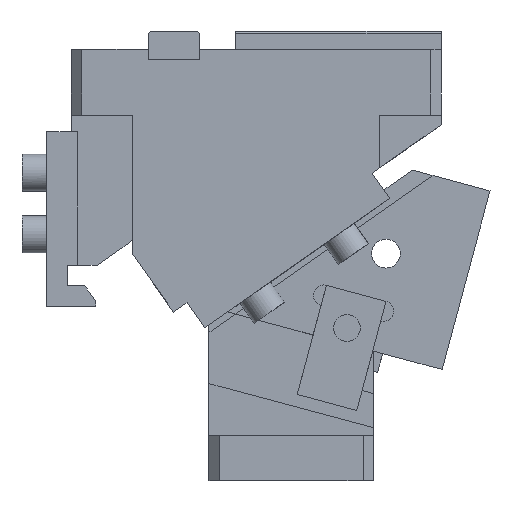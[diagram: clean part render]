
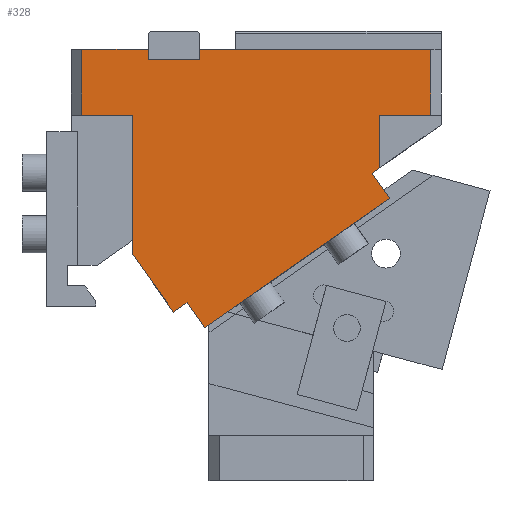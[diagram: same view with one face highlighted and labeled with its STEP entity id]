
A CAD part, front view. The second image highlights one B-rep face of the part: STEP entity #328.
In plain terms, the highlighted planar face has unit normal (0, -1, 0).
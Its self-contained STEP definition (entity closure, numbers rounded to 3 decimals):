
#70=CARTESIAN_POINT('Vertex',(56.309,-57.5,-123.225)) ;
#73=CARTESIAN_POINT('Line Origine',(53.033,-57.5,-125.52)) ;
#77=CARTESIAN_POINT('Vertex',(49.756,-57.5,-127.814)) ;
#185=CARTESIAN_POINT('Vertex',(64.913,-57.5,-135.513)) ;
#188=CARTESIAN_POINT('Line Origine',(60.611,-57.5,-129.369)) ;
#201=CARTESIAN_POINT('Axis2P3D Location',(0.,-57.5,0.)) ;
#206=CARTESIAN_POINT('Line Origine',(109.966,-57.5,-103.966)) ;
#210=CARTESIAN_POINT('Vertex',(155.02,-57.5,-72.419)) ;
#213=CARTESIAN_POINT('Line Origine',(150.718,-57.5,-66.276)) ;
#217=CARTESIAN_POINT('Vertex',(146.416,-57.5,-60.132)) ;
#220=CARTESIAN_POINT('Line Origine',(148.208,-57.5,-58.877)) ;
#224=CARTESIAN_POINT('Vertex',(150.,-57.5,-57.623)) ;
#227=CARTESIAN_POINT('Line Origine',(150.,-57.5,-44.811)) ;
#231=CARTESIAN_POINT('Vertex',(150.,-57.5,-32.)) ;
#234=CARTESIAN_POINT('Line Origine',(162.5,-57.5,-32.)) ;
#238=CARTESIAN_POINT('Vertex',(175.,-57.5,-32.)) ;
#241=CARTESIAN_POINT('Line Origine',(175.,-57.5,-16.)) ;
#245=CARTESIAN_POINT('Vertex',(175.,-57.5,0.)) ;
#248=CARTESIAN_POINT('Line Origine',(118.75,-57.5,0.)) ;
#252=CARTESIAN_POINT('Vertex',(62.5,-57.5,0.)) ;
#255=CARTESIAN_POINT('Line Origine',(62.5,-57.5,-2.5)) ;
#259=CARTESIAN_POINT('Vertex',(62.5,-57.5,-5.)) ;
#262=CARTESIAN_POINT('Line Origine',(50.,-57.5,-5.)) ;
#266=CARTESIAN_POINT('Vertex',(37.5,-57.5,-5.)) ;
#269=CARTESIAN_POINT('Line Origine',(37.5,-57.5,-2.5)) ;
#273=CARTESIAN_POINT('Vertex',(37.5,-57.5,0.)) ;
#276=CARTESIAN_POINT('Line Origine',(21.25,-57.5,0.)) ;
#280=CARTESIAN_POINT('Vertex',(5.,-57.5,0.)) ;
#283=CARTESIAN_POINT('Line Origine',(5.,-57.5,-16.)) ;
#287=CARTESIAN_POINT('Vertex',(5.,-57.5,-32.)) ;
#290=CARTESIAN_POINT('Line Origine',(17.5,-57.5,-32.)) ;
#294=CARTESIAN_POINT('Vertex',(30.,-57.5,-32.)) ;
#297=CARTESIAN_POINT('Line Origine',(30.,-57.5,-65.8)) ;
#301=CARTESIAN_POINT('Vertex',(30.,-57.5,-99.599)) ;
#304=CARTESIAN_POINT('Line Origine',(39.878,-57.5,-113.707)) ;
#74=DIRECTION('Vector Direction',(-0.819,0.,-0.574)) ;
#189=DIRECTION('Vector Direction',(-0.574,0.,0.819)) ;
#202=DIRECTION('Axis2P3D Direction',(0.,1.,0.)) ;
#203=DIRECTION('Axis2P3D XDirection',(0.,0.,1.)) ;
#207=DIRECTION('Vector Direction',(-0.819,0.,-0.574)) ;
#214=DIRECTION('Vector Direction',(-0.574,0.,0.819)) ;
#221=DIRECTION('Vector Direction',(-0.819,0.,-0.574)) ;
#228=DIRECTION('Vector Direction',(0.,0.,1.)) ;
#235=DIRECTION('Vector Direction',(-1.,0.,0.)) ;
#242=DIRECTION('Vector Direction',(0.,0.,1.)) ;
#249=DIRECTION('Vector Direction',(1.,0.,0.)) ;
#256=DIRECTION('Vector Direction',(0.,0.,-1.)) ;
#263=DIRECTION('Vector Direction',(1.,0.,0.)) ;
#270=DIRECTION('Vector Direction',(0.,0.,1.)) ;
#277=DIRECTION('Vector Direction',(1.,0.,0.)) ;
#284=DIRECTION('Vector Direction',(0.,0.,-1.)) ;
#291=DIRECTION('Vector Direction',(-1.,0.,0.)) ;
#298=DIRECTION('Vector Direction',(0.,0.,-1.)) ;
#305=DIRECTION('Vector Direction',(-0.574,0.,0.819)) ;
#204=AXIS2_PLACEMENT_3D('Plane Axis2P3D',#201,#202,#203) ;
#310=ORIENTED_EDGE('',*,*,#192,.F.) ;
#311=ORIENTED_EDGE('',*,*,#212,.F.) ;
#312=ORIENTED_EDGE('',*,*,#219,.T.) ;
#313=ORIENTED_EDGE('',*,*,#226,.F.) ;
#314=ORIENTED_EDGE('',*,*,#233,.T.) ;
#315=ORIENTED_EDGE('',*,*,#240,.F.) ;
#316=ORIENTED_EDGE('',*,*,#247,.T.) ;
#317=ORIENTED_EDGE('',*,*,#254,.F.) ;
#318=ORIENTED_EDGE('',*,*,#261,.T.) ;
#319=ORIENTED_EDGE('',*,*,#268,.F.) ;
#320=ORIENTED_EDGE('',*,*,#275,.T.) ;
#321=ORIENTED_EDGE('',*,*,#282,.F.) ;
#322=ORIENTED_EDGE('',*,*,#289,.T.) ;
#323=ORIENTED_EDGE('',*,*,#296,.F.) ;
#324=ORIENTED_EDGE('',*,*,#303,.T.) ;
#325=ORIENTED_EDGE('',*,*,#308,.F.) ;
#326=ORIENTED_EDGE('',*,*,#79,.F.) ;
#75=VECTOR('Line Direction',#74,1.) ;
#190=VECTOR('Line Direction',#189,1.) ;
#208=VECTOR('Line Direction',#207,1.) ;
#215=VECTOR('Line Direction',#214,1.) ;
#222=VECTOR('Line Direction',#221,1.) ;
#229=VECTOR('Line Direction',#228,1.) ;
#236=VECTOR('Line Direction',#235,1.) ;
#243=VECTOR('Line Direction',#242,1.) ;
#250=VECTOR('Line Direction',#249,1.) ;
#257=VECTOR('Line Direction',#256,1.) ;
#264=VECTOR('Line Direction',#263,1.) ;
#271=VECTOR('Line Direction',#270,1.) ;
#278=VECTOR('Line Direction',#277,1.) ;
#285=VECTOR('Line Direction',#284,1.) ;
#292=VECTOR('Line Direction',#291,1.) ;
#299=VECTOR('Line Direction',#298,1.) ;
#306=VECTOR('Line Direction',#305,1.) ;
#328=ADVANCED_FACE('CAM HOLDER',(#327),#205,.F.) ;
#79=EDGE_CURVE('',#71,#78,#76,.T.) ;
#192=EDGE_CURVE('',#186,#71,#191,.T.) ;
#212=EDGE_CURVE('',#211,#186,#209,.T.) ;
#219=EDGE_CURVE('',#211,#218,#216,.T.) ;
#226=EDGE_CURVE('',#225,#218,#223,.T.) ;
#233=EDGE_CURVE('',#225,#232,#230,.T.) ;
#240=EDGE_CURVE('',#239,#232,#237,.T.) ;
#247=EDGE_CURVE('',#239,#246,#244,.T.) ;
#254=EDGE_CURVE('',#253,#246,#251,.T.) ;
#261=EDGE_CURVE('',#253,#260,#258,.T.) ;
#268=EDGE_CURVE('',#267,#260,#265,.T.) ;
#275=EDGE_CURVE('',#267,#274,#272,.T.) ;
#282=EDGE_CURVE('',#281,#274,#279,.T.) ;
#289=EDGE_CURVE('',#281,#288,#286,.T.) ;
#296=EDGE_CURVE('',#295,#288,#293,.T.) ;
#303=EDGE_CURVE('',#295,#302,#300,.T.) ;
#308=EDGE_CURVE('',#78,#302,#307,.T.) ;
#309=EDGE_LOOP('',(#310,#311,#312,#313,#314,#315,#316,#317,#318,#319,#320,#321,#322,#323,#324,#325,#326)) ;
#327=FACE_OUTER_BOUND('',#309,.T.) ;
#76=LINE('Line',#73,#75) ;
#191=LINE('Line',#188,#190) ;
#209=LINE('Line',#206,#208) ;
#216=LINE('Line',#213,#215) ;
#223=LINE('Line',#220,#222) ;
#230=LINE('Line',#227,#229) ;
#237=LINE('Line',#234,#236) ;
#244=LINE('Line',#241,#243) ;
#251=LINE('Line',#248,#250) ;
#258=LINE('Line',#255,#257) ;
#265=LINE('Line',#262,#264) ;
#272=LINE('Line',#269,#271) ;
#279=LINE('Line',#276,#278) ;
#286=LINE('Line',#283,#285) ;
#293=LINE('Line',#290,#292) ;
#300=LINE('Line',#297,#299) ;
#307=LINE('Line',#304,#306) ;
#205=PLANE('Plane',#204) ;
#71=VERTEX_POINT('',#70) ;
#78=VERTEX_POINT('',#77) ;
#186=VERTEX_POINT('',#185) ;
#211=VERTEX_POINT('',#210) ;
#218=VERTEX_POINT('',#217) ;
#225=VERTEX_POINT('',#224) ;
#232=VERTEX_POINT('',#231) ;
#239=VERTEX_POINT('',#238) ;
#246=VERTEX_POINT('',#245) ;
#253=VERTEX_POINT('',#252) ;
#260=VERTEX_POINT('',#259) ;
#267=VERTEX_POINT('',#266) ;
#274=VERTEX_POINT('',#273) ;
#281=VERTEX_POINT('',#280) ;
#288=VERTEX_POINT('',#287) ;
#295=VERTEX_POINT('',#294) ;
#302=VERTEX_POINT('',#301) ;
